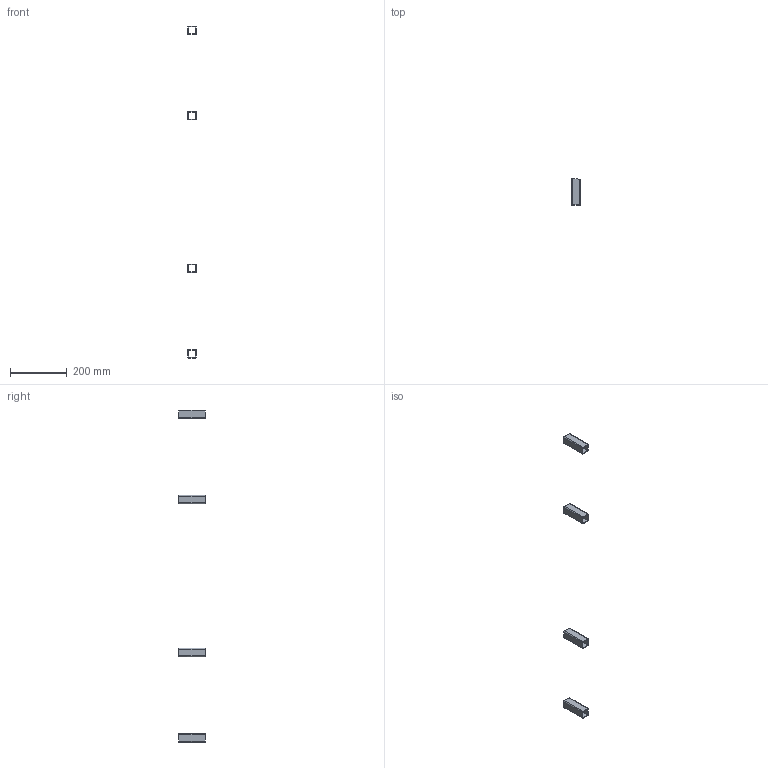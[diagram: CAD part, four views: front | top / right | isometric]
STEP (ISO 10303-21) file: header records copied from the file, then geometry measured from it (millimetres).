
FILE_DESCRIPTION(/* description */ (''),/* implementation_level */ '2;1');
FILE_NAME(/* name */ 'MONT_POST_SUPPORTO_SEDILI_10_ASM.stp',/* time_stamp */ '2016-06-02T11:15:44+02:00',/* author */ (''),/* organization */ (''),/* preprocessor_version */ 'ST-DEVELOPER v16.5',/* originating_system */ 'Autodesk Translation Framework v5.0.0.3310',/* authorisation */ '');
FILE_SCHEMA (('AUTOMOTIVE_DESIGN { 1 0 10303 214 3 1 1 }'));
Length unit declared in the file: centimetre
Products named in the file (5): MONT_POST_SUPPORTO_SEDILI_10_ASM; MANIFOLD_SOLID_BREP_2844; MANIFOLD_SOLID_BREP_3406; MANIFOLD_SOLID_BREP_3968; MANIFOLD_SOLID_BREP_4530
Assembly tree (4 placements, depth 2):
  MONT_POST_SUPPORTO_SEDILI_10_ASM
    MANIFOLD_SOLID_BREP_2844
    MANIFOLD_SOLID_BREP_3406
    MANIFOLD_SOLID_BREP_3968
    MANIFOLD_SOLID_BREP_4530
Bounding box: 30 x 93.25 x 1174 mm (x, y, z)
Volume: 115369.4 mm3; surface area: 79427.3 mm2
Topology: 4 solids, 4 shells, 72 faces, 192 edges, 128 vertices
Faces by surface type: plane 40, cylinder 32
Entity records: 2379 total; most frequent: DIRECTION 418, CARTESIAN_POINT 401, ORIENTED_EDGE 384, EDGE_CURVE 192, AXIS2_PLACEMENT_3D 145, LINE 128, VECTOR 128, VERTEX_POINT 128
